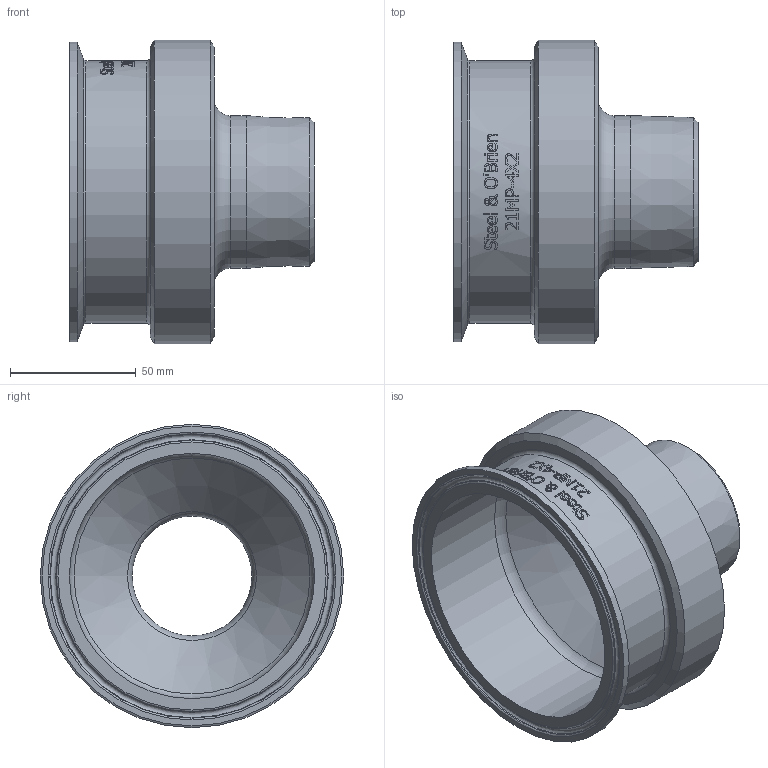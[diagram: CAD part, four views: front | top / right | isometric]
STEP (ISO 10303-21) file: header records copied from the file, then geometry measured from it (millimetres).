
FILE_DESCRIPTION(/* description */ (''),/* implementation_level */ '2;1');
FILE_NAME(/* name */ '21MP-4X2.stp',/* time_stamp */ '2019-01-30T13:48:54-05:00',/* author */ ('rick'),/* organization */ (''),/* preprocessor_version */ 'ST-DEVELOPER v15.2',/* originating_system */ 'Autodesk Inventor 2014',/* authorisation */ '');
FILE_SCHEMA (('AUTOMOTIVE_DESIGN { 1 0 10303 214 3 1 1 }'));
Length unit declared in the file: inch
Products named in the file (1): AAV04160
Bounding box: 96.85 x 120.4 x 120.4 mm (x, y, z)
Volume: 231464.5 mm3; surface area: 68636.8 mm2
Topology: 1 solids, 1 shells, 363 faces, 960 edges, 634 vertices
Faces by surface type: plane 158, bspline 150, cylinder 38, cone 9, torus 8
Full cylindrical faces by diameter (mm): 47.498 x1, 60.617 x1, 97.384 x1, 104.14 x1, 118.923 x1, 120.396 x1
Entity records: 13728 total; most frequent: CARTESIAN_POINT 5587, ORIENTED_EDGE 1874, DIRECTION 1277, EDGE_CURVE 937, VERTEX_POINT 634, AXIS2_PLACEMENT_3D 426, LINE 425, VECTOR 425
